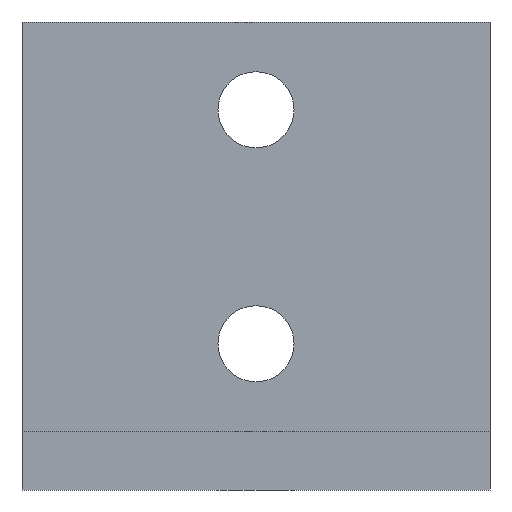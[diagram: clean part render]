
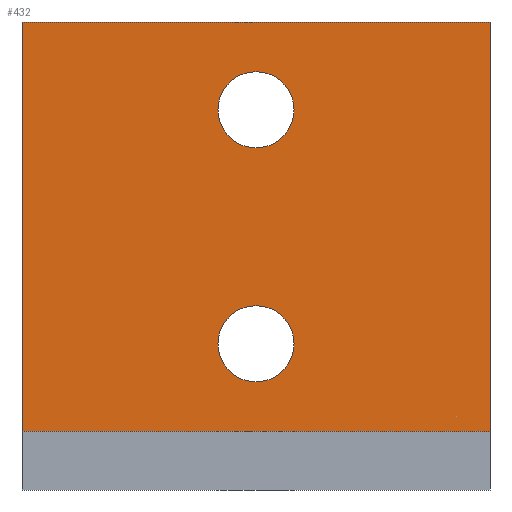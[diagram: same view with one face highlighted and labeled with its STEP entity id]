
A CAD part, front view. The second image highlights one B-rep face of the part: STEP entity #432.
In plain terms, the highlighted planar face has unit normal (0, -1, 0).
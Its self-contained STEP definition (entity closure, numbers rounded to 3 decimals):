
#130=CARTESIAN_POINT('',(165.085,252.769,29.25));
#131=VERTEX_POINT('',#130);
#140=CARTESIAN_POINT('',(165.085,252.769,35.75));
#141=VERTEX_POINT('',#140);
#142=CARTESIAN_POINT('',(165.085,252.769,32.5));
#143=DIRECTION('',(0.0,1.0,0.0));
#144=DIRECTION('',(0.0,0.0,-1.0));
#145=AXIS2_PLACEMENT_3D('',#142,#143,#144);
#146=CIRCLE('',#145,3.25);
#147=EDGE_CURVE('',#141,#131,#146,.T.);
#172=CARTESIAN_POINT('',(165.085,252.769,9.25));
#173=VERTEX_POINT('',#172);
#182=CARTESIAN_POINT('',(165.085,252.769,15.75));
#183=VERTEX_POINT('',#182);
#184=CARTESIAN_POINT('',(165.085,252.769,12.5));
#185=DIRECTION('',(0.0,1.0,0.0));
#186=DIRECTION('',(0.0,0.0,-1.0));
#187=AXIS2_PLACEMENT_3D('',#184,#185,#186);
#188=CIRCLE('',#187,3.25);
#189=EDGE_CURVE('',#183,#173,#188,.T.);
#223=CARTESIAN_POINT('',(165.085,252.769,12.5));
#224=DIRECTION('',(0.0,1.0,0.0));
#225=DIRECTION('',(0.0,0.0,-1.0));
#226=AXIS2_PLACEMENT_3D('',#223,#224,#225);
#227=CIRCLE('',#226,3.25);
#228=EDGE_CURVE('',#173,#183,#227,.T.);
#247=CARTESIAN_POINT('',(165.085,252.769,32.5));
#248=DIRECTION('',(0.0,1.0,0.0));
#249=DIRECTION('',(0.0,0.0,-1.0));
#250=AXIS2_PLACEMENT_3D('',#247,#248,#249);
#251=CIRCLE('',#250,3.25);
#252=EDGE_CURVE('',#131,#141,#251,.T.);
#385=CARTESIAN_POINT('',(185.085,252.769,5.0));
#386=DIRECTION('',(0.0,-1.0,0.0));
#387=DIRECTION('',(0.0,0.0,-1.0));
#388=AXIS2_PLACEMENT_3D('',#385,#386,#387);
#389=PLANE('',#388);
#390=CARTESIAN_POINT('',(185.085,252.769,40.0));
#391=VERTEX_POINT('',#390);
#392=CARTESIAN_POINT('',(145.085,252.769,40.0));
#393=VERTEX_POINT('',#392);
#394=CARTESIAN_POINT('',(185.085,252.769,40.0));
#395=DIRECTION('',(-1.0,0.0,0.0));
#396=VECTOR('',#395,40.0);
#397=LINE('',#394,#396);
#398=EDGE_CURVE('',#391,#393,#397,.T.);
#399=ORIENTED_EDGE('',*,*,#398,.T.);
#400=CARTESIAN_POINT('',(145.085,252.769,5.0));
#401=VERTEX_POINT('',#400);
#402=CARTESIAN_POINT('',(145.085,252.769,5.0));
#403=DIRECTION('',(0.0,0.0,1.0));
#404=VECTOR('',#403,35.0);
#405=LINE('',#402,#404);
#406=EDGE_CURVE('',#401,#393,#405,.T.);
#407=ORIENTED_EDGE('',*,*,#406,.F.);
#408=CARTESIAN_POINT('',(185.085,252.769,5.0));
#409=VERTEX_POINT('',#408);
#410=CARTESIAN_POINT('',(185.085,252.769,5.0));
#411=DIRECTION('',(-1.0,0.0,0.0));
#412=VECTOR('',#411,40.0);
#413=LINE('',#410,#412);
#414=EDGE_CURVE('',#409,#401,#413,.T.);
#415=ORIENTED_EDGE('',*,*,#414,.F.);
#416=CARTESIAN_POINT('',(185.085,252.769,5.0));
#417=DIRECTION('',(0.0,0.0,1.0));
#418=VECTOR('',#417,35.0);
#419=LINE('',#416,#418);
#420=EDGE_CURVE('',#409,#391,#419,.T.);
#421=ORIENTED_EDGE('',*,*,#420,.T.);
#422=EDGE_LOOP('',(#399,#407,#415,#421));
#423=FACE_OUTER_BOUND('',#422,.T.);
#424=ORIENTED_EDGE('',*,*,#228,.T.);
#425=ORIENTED_EDGE('',*,*,#189,.T.);
#426=EDGE_LOOP('',(#424,#425));
#427=FACE_BOUND('',#426,.T.);
#428=ORIENTED_EDGE('',*,*,#252,.T.);
#429=ORIENTED_EDGE('',*,*,#147,.T.);
#430=EDGE_LOOP('',(#428,#429));
#431=FACE_BOUND('',#430,.T.);
#432=ADVANCED_FACE('',(#423,#427,#431),#389,.T.);
